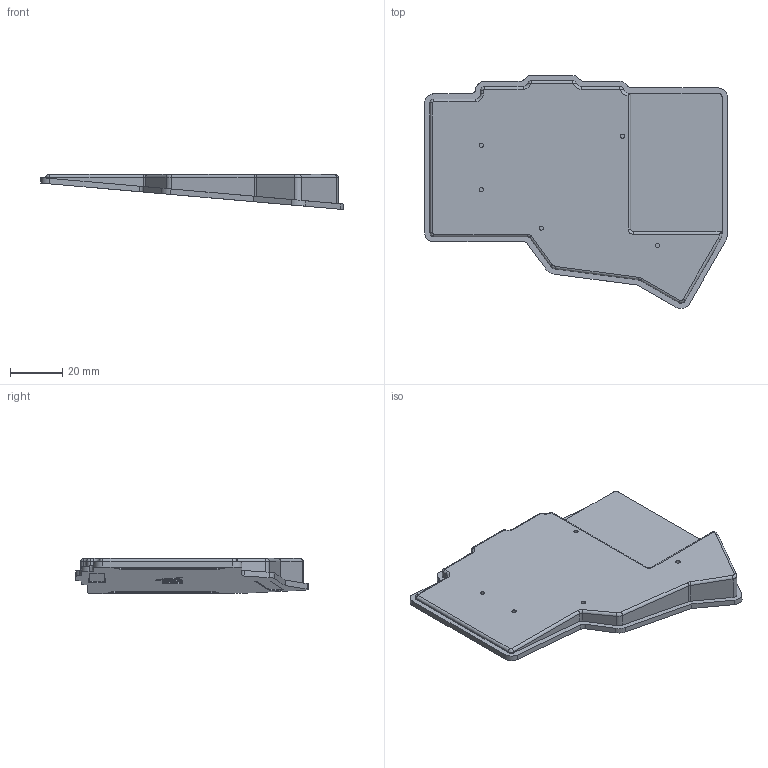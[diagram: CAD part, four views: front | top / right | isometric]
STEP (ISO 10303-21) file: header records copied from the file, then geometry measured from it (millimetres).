
FILE_DESCRIPTION(/* description */ (''),/* implementation_level */ '2;1');
FILE_NAME(/* name */ 'leftIntegratedBottom.step',/* time_stamp */ '2023-07-31T12:03:58-04:00',/* author */ (''),/* organization */ (''),/* preprocessor_version */ 'ST-DEVELOPER v20',/* originating_system */ 'Autodesk Translation Framework v12.9.0.99',/* authorisation */ '');
FILE_SCHEMA (('AUTOMOTIVE_DESIGN { 1 0 10303 214 3 1 1 }'));
Length unit declared in the file: millimetre
Products named in the file (1): leftIntegratedBottom
Bounding box: 115.68 x 89.07 x 13.39 mm (x, y, z)
Volume: 49425 mm3; surface area: 19423.7 mm2
Topology: 1 solids, 1 shells, 253 faces, 658 edges, 423 vertices
Faces by surface type: bspline 109, plane 81, cylinder 46, torus 9, cone 8
Full cylindrical faces by diameter (mm): 1.6 x5
Entity records: 9037 total; most frequent: CARTESIAN_POINT 3468, ORIENTED_EDGE 1316, DIRECTION 851, EDGE_CURVE 658, VERTEX_POINT 423, LINE 327, VECTOR 327, EDGE_LOOP 269
